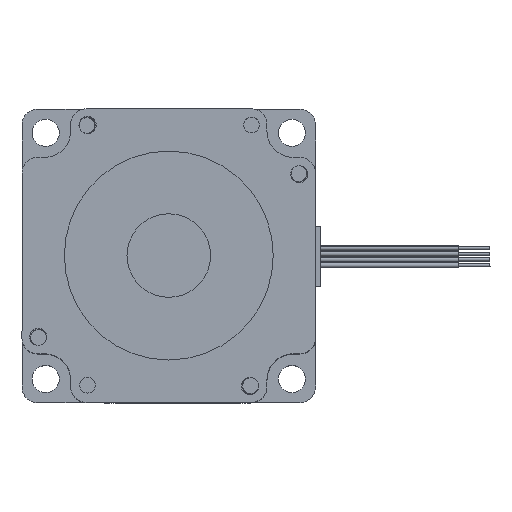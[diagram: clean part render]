
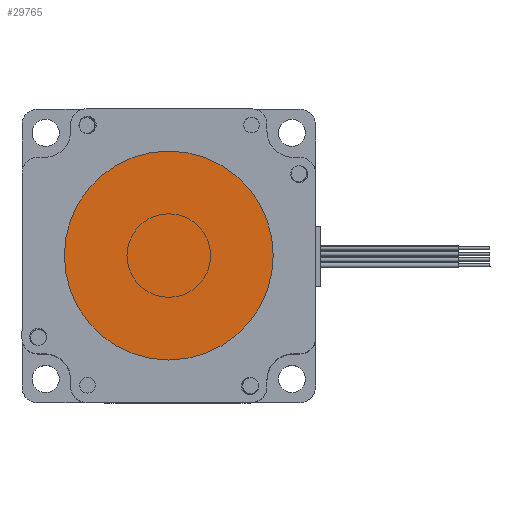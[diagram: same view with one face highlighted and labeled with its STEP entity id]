
A CAD part, top view. The second image highlights one B-rep face of the part: STEP entity #29765.
In plain terms, the highlighted face is planar.
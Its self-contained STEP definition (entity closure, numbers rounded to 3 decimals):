
#3112=FACE_OUTER_BOUND('',#4894,.T.);
#4894=EDGE_LOOP('',(#27364));
#11511=CIRCLE('',#33309,20.);
#14425=VERTEX_POINT('',#57073);
#18757=EDGE_CURVE('',#14425,#14425,#11511,.T.);
#27364=ORIENTED_EDGE('',*,*,#18757,.T.);
#28211=PLANE('',#33310);
#29765=ADVANCED_FACE('',(#3112),#28211,.F.);
#33309=AXIS2_PLACEMENT_3D('',#57074,#42700,#42701);
#33310=AXIS2_PLACEMENT_3D('',#57075,#42702,#42703);
#42700=DIRECTION('center_axis',(0.,0.,-1.));
#42701=DIRECTION('ref_axis',(-1.,0.,0.));
#42702=DIRECTION('center_axis',(0.,0.,1.));
#42703=DIRECTION('ref_axis',(1.,0.,0.));
#57073=CARTESIAN_POINT('',(20.,0.,0.));
#57074=CARTESIAN_POINT('Origin',(0.,0.,0.));
#57075=CARTESIAN_POINT('Origin',(0.,0.,
0.));
